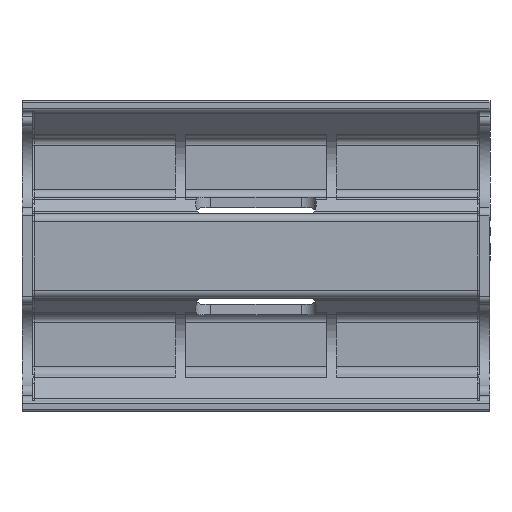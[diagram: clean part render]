
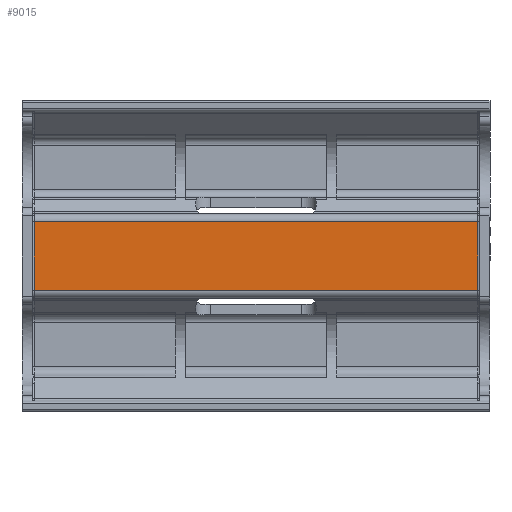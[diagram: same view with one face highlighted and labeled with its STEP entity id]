
A CAD part, front view. The second image highlights one B-rep face of the part: STEP entity #9015.
In plain terms, the highlighted planar face has unit normal (0, -1, 0).
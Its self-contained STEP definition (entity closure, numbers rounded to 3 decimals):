
#262=PLANE('',#10096);
#471=LINE('',#14347,#1095);
#684=LINE('',#15472,#1308);
#808=LINE('',#16160,#1432);
#810=LINE('',#16212,#1434);
#1095=VECTOR('',#11198,10.);
#1308=VECTOR('',#12121,10.);
#1432=VECTOR('',#12689,10.);
#1434=VECTOR('',#12723,10.);
#2320=FACE_OUTER_BOUND('',#2893,.T.);
#2893=EDGE_LOOP('',(#7998,#7999,#8000,#8001));
#3827=VERTEX_POINT('',#13508);
#4031=VERTEX_POINT('',#14342);
#4259=VERTEX_POINT('',#15256);
#4467=VERTEX_POINT('',#16153);
#5015=EDGE_CURVE('',#4031,#3827,#471,.T.);
#5453=EDGE_CURVE('',#3827,#4259,#684,.T.);
#5715=EDGE_CURVE('',#4467,#4259,#808,.T.);
#5729=EDGE_CURVE('',#4031,#4467,#810,.T.);
#7998=ORIENTED_EDGE('',*,*,#5715,.F.);
#7999=ORIENTED_EDGE('',*,*,#5729,.F.);
#8000=ORIENTED_EDGE('',*,*,#5015,.T.);
#8001=ORIENTED_EDGE('',*,*,#5453,.T.);
#9015=ADVANCED_FACE('',(#2320),#262,.T.);
#10096=AXIS2_PLACEMENT_3D('',#16211,#12721,#12722);
#11198=DIRECTION('',(0.,0.,-1.));
#12121=DIRECTION('',(1.,0.,0.));
#12689=DIRECTION('',(0.,0.,-1.));
#12721=DIRECTION('center_axis',(0.,-1.,0.));
#12722=DIRECTION('ref_axis',(0.,0.,1.));
#12723=DIRECTION('',(1.,0.,0.));
#13508=CARTESIAN_POINT('',(-286.619,110.381,-38.5));
#14342=CARTESIAN_POINT('',(-286.619,110.381,-4.5));
#14347=CARTESIAN_POINT('',(-286.619,110.381,14.5));
#15256=CARTESIAN_POINT('',(-66.619,110.381,-38.5));
#15472=CARTESIAN_POINT('',(-60.619,110.381,-38.5));
#16153=CARTESIAN_POINT('',(-66.619,110.381,-4.5));
#16160=CARTESIAN_POINT('',(-66.619,110.381,14.5));
#16211=CARTESIAN_POINT('Origin',(-60.619,110.381,-21.5));
#16212=CARTESIAN_POINT('',(-60.619,110.381,-4.5));
